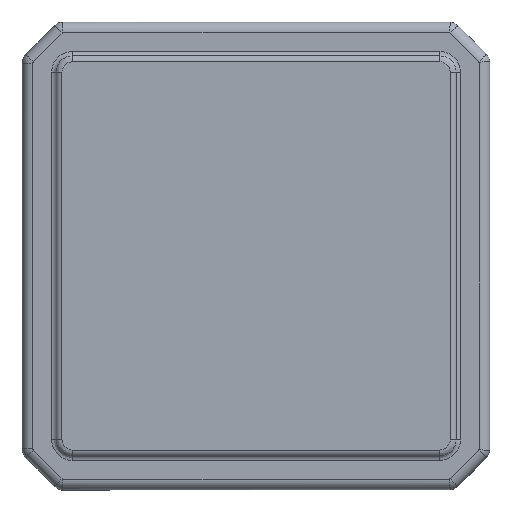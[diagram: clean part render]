
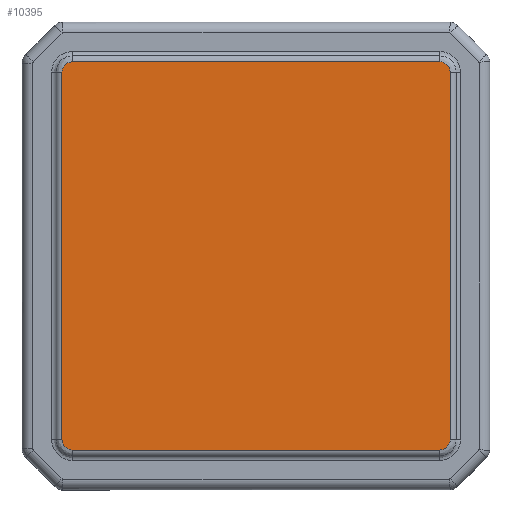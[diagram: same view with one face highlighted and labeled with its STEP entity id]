
A CAD part, top view. The second image highlights one B-rep face of the part: STEP entity #10395.
In plain terms, the highlighted planar face has unit normal (0, 0, 1).
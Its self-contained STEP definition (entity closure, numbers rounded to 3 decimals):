
#184 = VECTOR ( 'NONE', #13171, 1000. ) ;
#233 = CARTESIAN_POINT ( 'NONE',  ( 287.765, 95.705, 19. ) ) ;
#310 = CARTESIAN_POINT ( 'NONE',  ( 286.048, 95.705, 19. ) ) ;
#790 = CARTESIAN_POINT ( 'NONE',  ( 288.979, 92.774, 19. ) ) ;
#842 = EDGE_CURVE ( 'NONE', #11743, #2092, #4927, .T. ) ;
#1009 = CARTESIAN_POINT ( 'NONE',  ( 181.118, -10.942, 19. ) ) ;
#1344 = EDGE_CURVE ( 'NONE', #15343, #11743, #5451, .T. ) ;
#1783 = CARTESIAN_POINT ( 'NONE',  ( 184.048, 95.705, 19. ) ) ;
#1880 = VERTEX_POINT ( 'NONE', #9529 ) ;
#2092 = VERTEX_POINT ( 'NONE', #1783 ) ;
#2107 = ORIENTED_EDGE ( 'NONE', *, *, #1344, .F. ) ;
#2381 = CARTESIAN_POINT ( 'NONE',  ( 173.548, -11.776, 19. ) ) ;
#2394 = CARTESIAN_POINT ( 'NONE',  ( 181.118, 94.491, 19. ) ) ;
#2624 = CARTESIAN_POINT ( 'NONE',  ( 184.048, -12.156, 19. ) ) ;
#2843 = ORIENTED_EDGE ( 'NONE', *, *, #842, .F. ) ;
#3237 = CARTESIAN_POINT ( 'NONE',  ( 286.048, -12.156, 19. ) ) ;
#3495 = CARTESIAN_POINT ( 'NONE',  ( 181.118, 92.774, 19. ) ) ;
#3889 = CARTESIAN_POINT ( 'NONE',  ( 288.979, 92.774, 19. ) ) ;
#4127 = CARTESIAN_POINT ( 'NONE',  ( 288.979, 94.491, 19. ) ) ;
#4172 = VECTOR ( 'NONE', #15086, 1000. ) ;
#4250 = CARTESIAN_POINT ( 'NONE',  ( 286.048, -12.156, 19. ) ) ;
#4327 = CARTESIAN_POINT ( 'NONE',  ( 286.048, -12.156, 19. ) ) ;
#4654 = CARTESIAN_POINT ( 'NONE',  ( 184.048, 95.705, 19. ) ) ;
#4786 = DIRECTION ( 'NONE',  ( 0., 0., 1. ) ) ;
#4882 = CARTESIAN_POINT ( 'NONE',  ( 182.332, 95.705, 19. ) ) ;
#4927 =( BOUNDED_CURVE ( )  B_SPLINE_CURVE ( 3, ( #3495, #2394, #4882, #11165 ),
 .UNSPECIFIED., .F., .F. ) 
 B_SPLINE_CURVE_WITH_KNOTS ( ( 4, 4 ),
 ( 0., 1. ),
 .UNSPECIFIED. ) 
 CURVE ( )  GEOMETRIC_REPRESENTATION_ITEM ( )  RATIONAL_B_SPLINE_CURVE ( ( 1., 0.805, 0.805, 1. ) ) 
 REPRESENTATION_ITEM ( '' )  );
#5451 = LINE ( 'NONE', #9316, #184 ) ;
#5645 = ORIENTED_EDGE ( 'NONE', *, *, #6934, .F. ) ;
#5917 = LINE ( 'NONE', #4327, #11823 ) ;
#6050 = FACE_OUTER_BOUND ( 'NONE', #11223, .T. ) ;
#6345 = CARTESIAN_POINT ( 'NONE',  ( 182.332, -12.156, 19. ) ) ;
#6678 = CARTESIAN_POINT ( 'NONE',  ( 288.979, -10.942, 19. ) ) ;
#6679 = ORIENTED_EDGE ( 'NONE', *, *, #12863, .F. ) ;
#6934 = EDGE_CURVE ( 'NONE', #2092, #10542, #14918, .T. ) ;
#8110 = AXIS2_PLACEMENT_3D ( 'NONE', #2381, #4786, #14965 ) ;
#8301 = CARTESIAN_POINT ( 'NONE',  ( 181.118, -9.226, 19. ) ) ;
#8342 =( BOUNDED_CURVE ( )  B_SPLINE_CURVE ( 3, ( #310, #233, #4127, #3889 ),
 .UNSPECIFIED., .F., .F. ) 
 B_SPLINE_CURVE_WITH_KNOTS ( ( 4, 4 ),
 ( 0., 1. ),
 .UNSPECIFIED. ) 
 CURVE ( )  GEOMETRIC_REPRESENTATION_ITEM ( )  RATIONAL_B_SPLINE_CURVE ( ( 1., 0.805, 0.805, 1. ) ) 
 REPRESENTATION_ITEM ( '' )  );
#8729 = PLANE ( 'NONE',  #8110 ) ;
#9061 = CARTESIAN_POINT ( 'NONE',  ( 286.048, 95.705, 19. ) ) ;
#9097 = EDGE_CURVE ( 'NONE', #1880, #9853, #10689, .T. ) ;
#9109 = EDGE_CURVE ( 'NONE', #9853, #15240, #5917, .T. ) ;
#9115 = ORIENTED_EDGE ( 'NONE', *, *, #10033, .F. ) ;
#9316 = CARTESIAN_POINT ( 'NONE',  ( 181.118, -9.226, 19. ) ) ;
#9428 =( BOUNDED_CURVE ( )  B_SPLINE_CURVE ( 3, ( #10111, #6345, #1009, #13824 ),
 .UNSPECIFIED., .F., .F. ) 
 B_SPLINE_CURVE_WITH_KNOTS ( ( 4, 4 ),
 ( 0., 1. ),
 .UNSPECIFIED. ) 
 CURVE ( )  GEOMETRIC_REPRESENTATION_ITEM ( )  RATIONAL_B_SPLINE_CURVE ( ( 1., 0.805, 0.805, 1. ) ) 
 REPRESENTATION_ITEM ( '' )  );
#9445 = DIRECTION ( 'NONE',  ( -1., 0., 0. ) ) ;
#9529 = CARTESIAN_POINT ( 'NONE',  ( 288.979, -9.226, 19. ) ) ;
#9536 = ORIENTED_EDGE ( 'NONE', *, *, #9109, .F. ) ;
#9577 = ORIENTED_EDGE ( 'NONE', *, *, #9097, .F. ) ;
#9720 = DIRECTION ( 'NONE',  ( 0., -1., 0. ) ) ;
#9809 = VERTEX_POINT ( 'NONE', #13282 ) ;
#9853 = VERTEX_POINT ( 'NONE', #3237 ) ;
#10033 = EDGE_CURVE ( 'NONE', #10542, #9809, #8342, .T. ) ;
#10111 = CARTESIAN_POINT ( 'NONE',  ( 184.048, -12.156, 19. ) ) ;
#10395 = ADVANCED_FACE ( 'NONE', ( #6050 ), #8729, .T. ) ;
#10542 = VERTEX_POINT ( 'NONE', #9061 ) ;
#10606 = CARTESIAN_POINT ( 'NONE',  ( 288.979, -9.226, 19. ) ) ;
#10689 =( BOUNDED_CURVE ( )  B_SPLINE_CURVE ( 3, ( #10606, #6678, #15760, #4250 ),
 .UNSPECIFIED., .F., .F. ) 
 B_SPLINE_CURVE_WITH_KNOTS ( ( 4, 4 ),
 ( 0., 1. ),
 .UNSPECIFIED. ) 
 CURVE ( )  GEOMETRIC_REPRESENTATION_ITEM ( )  RATIONAL_B_SPLINE_CURVE ( ( 1., 0.805, 0.805, 1. ) ) 
 REPRESENTATION_ITEM ( '' )  );
#10924 = EDGE_CURVE ( 'NONE', #15240, #15343, #9428, .T. ) ;
#11165 = CARTESIAN_POINT ( 'NONE',  ( 184.048, 95.705, 19. ) ) ;
#11223 = EDGE_LOOP ( 'NONE', ( #9577, #6679, #9115, #5645, #2843, #2107, #12187, #9536 ) ) ;
#11317 = CARTESIAN_POINT ( 'NONE',  ( 181.118, 92.774, 19. ) ) ;
#11743 = VERTEX_POINT ( 'NONE', #11317 ) ;
#11823 = VECTOR ( 'NONE', #9445, 1000. ) ;
#12187 = ORIENTED_EDGE ( 'NONE', *, *, #10924, .F. ) ;
#12863 = EDGE_CURVE ( 'NONE', #9809, #1880, #13767, .T. ) ;
#13171 = DIRECTION ( 'NONE',  ( 0., 1., 0. ) ) ;
#13282 = CARTESIAN_POINT ( 'NONE',  ( 288.979, 92.774, 19. ) ) ;
#13767 = LINE ( 'NONE', #790, #16131 ) ;
#13824 = CARTESIAN_POINT ( 'NONE',  ( 181.118, -9.226, 19. ) ) ;
#14918 = LINE ( 'NONE', #4654, #4172 ) ;
#14965 = DIRECTION ( 'NONE',  ( 1., 0., 0. ) ) ;
#15086 = DIRECTION ( 'NONE',  ( 1., 0., 0. ) ) ;
#15240 = VERTEX_POINT ( 'NONE', #2624 ) ;
#15343 = VERTEX_POINT ( 'NONE', #8301 ) ;
#15760 = CARTESIAN_POINT ( 'NONE',  ( 287.765, -12.156, 19. ) ) ;
#16131 = VECTOR ( 'NONE', #9720, 1000. ) ;
